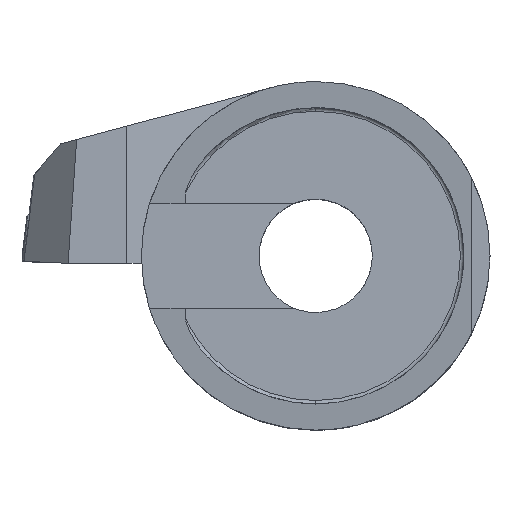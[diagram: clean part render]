
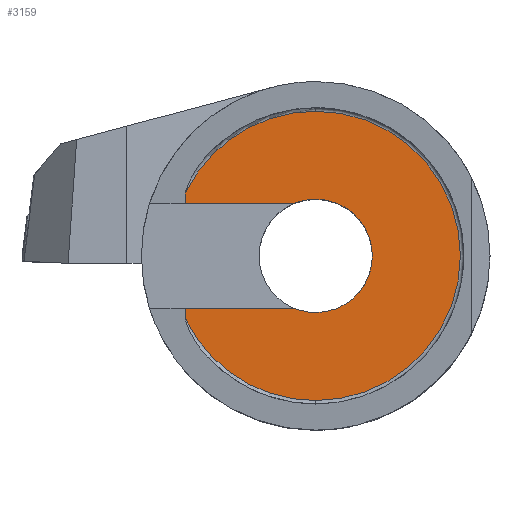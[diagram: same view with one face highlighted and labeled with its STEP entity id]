
A CAD part, top view. The second image highlights one B-rep face of the part: STEP entity #3159.
In plain terms, the highlighted face is planar.
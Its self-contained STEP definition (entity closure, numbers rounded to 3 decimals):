
#125 = LINE ( 'NONE', #1581, #969 ) ;
#153 = FACE_OUTER_BOUND ( 'NONE', #5005, .T. ) ;
#392 = VERTEX_POINT ( 'NONE', #2066 ) ;
#452 = DIRECTION ( 'NONE',  ( -1., 0., 0. ) ) ;
#483 = CARTESIAN_POINT ( 'NONE',  ( 6.5, 0., -3. ) ) ;
#527 = CARTESIAN_POINT ( 'NONE',  ( 6.5, 0., 0. ) ) ;
#532 = EDGE_CURVE ( 'NONE', #392, #4619, #4926, .T. ) ;
#610 = CARTESIAN_POINT ( 'NONE',  ( 6.5, 7.474, 3.609 ) ) ;
#772 = AXIS2_PLACEMENT_3D ( 'NONE', #1194, #5205, #5767 ) ;
#835 = AXIS2_PLACEMENT_3D ( 'NONE', #527, #2403, #3770 ) ;
#892 = ORIENTED_EDGE ( 'NONE', *, *, #1978, .F. ) ;
#927 = DIRECTION ( 'NONE',  ( -1., 0., 0. ) ) ;
#969 = VECTOR ( 'NONE', #5237, 1000. ) ;
#995 = VERTEX_POINT ( 'NONE', #5025 ) ;
#1008 = EDGE_CURVE ( 'NONE', #4619, #2069, #2893, .T. ) ;
#1063 = AXIS2_PLACEMENT_3D ( 'NONE', #1121, #4797, #2541 ) ;
#1103 = VERTEX_POINT ( 'NONE', #4987 ) ;
#1121 = CARTESIAN_POINT ( 'NONE',  ( 6.5, 0., 0. ) ) ;
#1153 = CIRCLE ( 'NONE', #772, 3.25 ) ;
#1165 = ORIENTED_EDGE ( 'NONE', *, *, #1979, .T. ) ;
#1194 = CARTESIAN_POINT ( 'NONE',  ( 6.5, 0., 0. ) ) ;
#1227 = PLANE ( 'NONE',  #3244 ) ;
#1435 = VERTEX_POINT ( 'NONE', #610 ) ;
#1581 = CARTESIAN_POINT ( 'NONE',  ( 6.5, 0., 3. ) ) ;
#1666 = EDGE_CURVE ( 'NONE', #5823, #3634, #4445, .T. ) ;
#1667 = CARTESIAN_POINT ( 'NONE',  ( 6.5, 0., 0. ) ) ;
#1676 = VECTOR ( 'NONE', #5033, 1000. ) ;
#1714 = ORIENTED_EDGE ( 'NONE', *, *, #5039, .F. ) ;
#1778 = DIRECTION ( 'NONE',  ( 0., 0., 1. ) ) ;
#1978 = EDGE_CURVE ( 'NONE', #3634, #3095, #5104, .T. ) ;
#1979 = EDGE_CURVE ( 'NONE', #5823, #995, #2615, .T. ) ;
#2000 = VERTEX_POINT ( 'NONE', #3508 ) ;
#2062 = EDGE_CURVE ( 'NONE', #2000, #1435, #5378, .T. ) ;
#2066 = CARTESIAN_POINT ( 'NONE',  ( 6.5, 0., -3.25 ) ) ;
#2069 = VERTEX_POINT ( 'NONE', #3661 ) ;
#2143 = CARTESIAN_POINT ( 'NONE',  ( 6.5, 7.474, 0. ) ) ;
#2159 = VECTOR ( 'NONE', #3953, 1000. ) ;
#2236 = CARTESIAN_POINT ( 'NONE',  ( 6.5, 0., 0. ) ) ;
#2275 = CARTESIAN_POINT ( 'NONE',  ( 6.5, 7.474, -3.609 ) ) ;
#2300 = DIRECTION ( 'NONE',  ( 0., 0., 1. ) ) ;
#2336 = DIRECTION ( 'NONE',  ( 0., 0., 1. ) ) ;
#2403 = DIRECTION ( 'NONE',  ( -1., 0., 0. ) ) ;
#2541 = DIRECTION ( 'NONE',  ( 0., 0., 1. ) ) ;
#2587 = DIRECTION ( 'NONE',  ( -1., 0., 0. ) ) ;
#2602 = EDGE_CURVE ( 'NONE', #3095, #1435, #3393, .T. ) ;
#2615 = LINE ( 'NONE', #2143, #2159 ) ;
#2776 = CARTESIAN_POINT ( 'NONE',  ( 6.5, 0., 3.25 ) ) ;
#2803 = ORIENTED_EDGE ( 'NONE', *, *, #1666, .F. ) ;
#2893 = CIRCLE ( 'NONE', #3654, 3.25 ) ;
#3082 = EDGE_CURVE ( 'NONE', #2000, #2069, #125, .T. ) ;
#3095 = VERTEX_POINT ( 'NONE', #4294 ) ;
#3128 = LINE ( 'NONE', #483, #1676 ) ;
#3159 = ADVANCED_FACE ( 'NONE', ( #153 ), #1227, .F. ) ;
#3244 = AXIS2_PLACEMENT_3D ( 'NONE', #4936, #5741, #5347 ) ;
#3393 = CIRCLE ( 'NONE', #835, 8.3 ) ;
#3476 = ORIENTED_EDGE ( 'NONE', *, *, #2062, .T. ) ;
#3508 = CARTESIAN_POINT ( 'NONE',  ( 6.5, 7.474, 3. ) ) ;
#3563 = CARTESIAN_POINT ( 'NONE',  ( 6.5, 7.474, 0. ) ) ;
#3604 = ORIENTED_EDGE ( 'NONE', *, *, #2602, .F. ) ;
#3634 = VERTEX_POINT ( 'NONE', #4454 ) ;
#3654 = AXIS2_PLACEMENT_3D ( 'NONE', #4029, #927, #1778 ) ;
#3661 = CARTESIAN_POINT ( 'NONE',  ( 6.5, 1.25, 3. ) ) ;
#3770 = DIRECTION ( 'NONE',  ( 0., 0., 1. ) ) ;
#3780 = VECTOR ( 'NONE', #2300, 1000. ) ;
#3953 = DIRECTION ( 'NONE',  ( 0., 0., 1. ) ) ;
#4007 = DIRECTION ( 'NONE',  ( 0., 0., 1. ) ) ;
#4029 = CARTESIAN_POINT ( 'NONE',  ( 6.5, 0., 0. ) ) ;
#4294 = CARTESIAN_POINT ( 'NONE',  ( 6.5, 0., 8.3 ) ) ;
#4445 = CIRCLE ( 'NONE', #5496, 8.3 ) ;
#4454 = CARTESIAN_POINT ( 'NONE',  ( 6.5, 0., -8.3 ) ) ;
#4619 = VERTEX_POINT ( 'NONE', #2776 ) ;
#4629 = ORIENTED_EDGE ( 'NONE', *, *, #1008, .T. ) ;
#4724 = AXIS2_PLACEMENT_3D ( 'NONE', #1667, #2587, #4007 ) ;
#4768 = ORIENTED_EDGE ( 'NONE', *, *, #5253, .T. ) ;
#4797 = DIRECTION ( 'NONE',  ( -1., 0., 0. ) ) ;
#4926 = CIRCLE ( 'NONE', #1063, 3.25 ) ;
#4936 = CARTESIAN_POINT ( 'NONE',  ( 6.5, 8.3, 0. ) ) ;
#4987 = CARTESIAN_POINT ( 'NONE',  ( 6.5, 1.25, -3. ) ) ;
#5005 = EDGE_LOOP ( 'NONE', ( #4768, #5028, #4629, #5177, #3476, #3604, #892, #2803, #1165, #1714 ) ) ;
#5025 = CARTESIAN_POINT ( 'NONE',  ( 6.5, 7.474, -3. ) ) ;
#5028 = ORIENTED_EDGE ( 'NONE', *, *, #532, .T. ) ;
#5033 = DIRECTION ( 'NONE',  ( 0., 1., 0. ) ) ;
#5039 = EDGE_CURVE ( 'NONE', #1103, #995, #3128, .T. ) ;
#5104 = CIRCLE ( 'NONE', #4724, 8.3 ) ;
#5177 = ORIENTED_EDGE ( 'NONE', *, *, #3082, .F. ) ;
#5205 = DIRECTION ( 'NONE',  ( -1., 0., 0. ) ) ;
#5237 = DIRECTION ( 'NONE',  ( 0., -1., 0. ) ) ;
#5253 = EDGE_CURVE ( 'NONE', #1103, #392, #1153, .T. ) ;
#5347 = DIRECTION ( 'NONE',  ( 0., 0., 1. ) ) ;
#5378 = LINE ( 'NONE', #3563, #3780 ) ;
#5496 = AXIS2_PLACEMENT_3D ( 'NONE', #2236, #452, #2336 ) ;
#5741 = DIRECTION ( 'NONE',  ( -1., 0., 0. ) ) ;
#5767 = DIRECTION ( 'NONE',  ( 0., 0., 1. ) ) ;
#5823 = VERTEX_POINT ( 'NONE', #2275 ) ;
